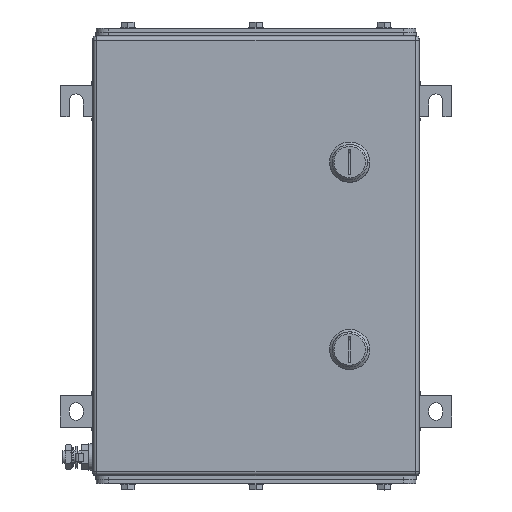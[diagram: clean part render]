
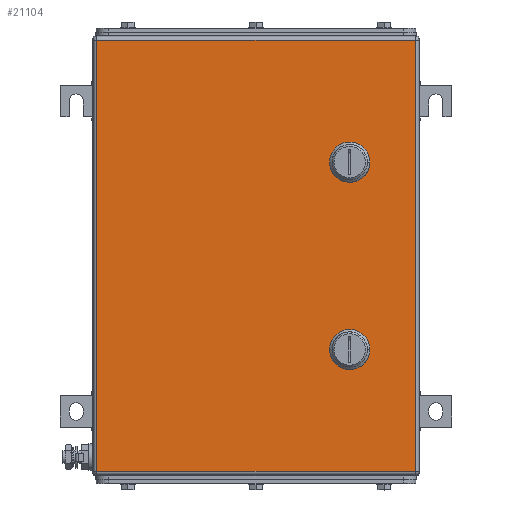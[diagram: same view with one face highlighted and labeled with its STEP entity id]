
A CAD part, top view. The second image highlights one B-rep face of the part: STEP entity #21104.
In plain terms, the highlighted planar face has unit normal (0, 0, 1).
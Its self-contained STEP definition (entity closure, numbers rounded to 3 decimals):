
#20918=AXIS2_PLACEMENT_3D('Circle Axis2P3D',#20916,#20917,$) ;
#20945=AXIS2_PLACEMENT_3D('Plane Axis2P3D',#20942,#20943,#20944) ;
#20990=AXIS2_PLACEMENT_3D('Circle Axis2P3D',#20988,#20989,$) ;
#21004=AXIS2_PLACEMENT_3D('Circle Axis2P3D',#21002,#21003,$) ;
#21018=AXIS2_PLACEMENT_3D('Circle Axis2P3D',#21016,#21017,$) ;
#21040=AXIS2_PLACEMENT_3D('Circle Axis2P3D',#21038,#21039,$) ;
#21056=AXIS2_PLACEMENT_3D('Circle Axis2P3D',#21054,#21055,$) ;
#21070=AXIS2_PLACEMENT_3D('Circle Axis2P3D',#21068,#21069,$) ;
#21084=AXIS2_PLACEMENT_3D('Circle Axis2P3D',#21082,#21083,$) ;
#20913=CARTESIAN_POINT('Vertex',(235.056,250.45,153.5)) ;
#20916=CARTESIAN_POINT('Axis2P3D Location',(230.,260.5,153.5)) ;
#20920=CARTESIAN_POINT('Vertex',(240.05,255.444,153.5)) ;
#20942=CARTESIAN_POINT('Axis2P3D Location',(155.5,186.,153.5)) ;
#20947=CARTESIAN_POINT('Line Origine',(155.5,357.5,153.5)) ;
#20951=CARTESIAN_POINT('Vertex',(282.,357.5,153.5)) ;
#20953=CARTESIAN_POINT('Vertex',(29.,357.5,153.5)) ;
#20956=CARTESIAN_POINT('Line Origine',(29.,186.,153.5)) ;
#20960=CARTESIAN_POINT('Vertex',(29.,14.5,153.5)) ;
#20963=CARTESIAN_POINT('Line Origine',(155.5,14.5,153.5)) ;
#20967=CARTESIAN_POINT('Vertex',(282.,14.5,153.5)) ;
#20970=CARTESIAN_POINT('Line Origine',(282.,186.,153.5)) ;
#20981=CARTESIAN_POINT('Line Origine',(230.,250.45,153.5)) ;
#20985=CARTESIAN_POINT('Vertex',(224.944,250.45,153.5)) ;
#20988=CARTESIAN_POINT('Axis2P3D Location',(230.,260.5,153.5)) ;
#20992=CARTESIAN_POINT('Vertex',(219.95,255.444,153.5)) ;
#20995=CARTESIAN_POINT('Line Origine',(219.95,260.5,153.5)) ;
#20999=CARTESIAN_POINT('Vertex',(219.95,265.556,153.5)) ;
#21002=CARTESIAN_POINT('Axis2P3D Location',(230.,260.5,153.5)) ;
#21006=CARTESIAN_POINT('Vertex',(224.944,270.55,153.5)) ;
#21009=CARTESIAN_POINT('Line Origine',(230.,270.55,153.5)) ;
#21013=CARTESIAN_POINT('Vertex',(235.056,270.55,153.5)) ;
#21016=CARTESIAN_POINT('Axis2P3D Location',(230.,260.5,153.5)) ;
#21020=CARTESIAN_POINT('Vertex',(240.05,265.556,153.5)) ;
#21023=CARTESIAN_POINT('Line Origine',(240.05,260.5,153.5)) ;
#21038=CARTESIAN_POINT('Axis2P3D Location',(230.,111.5,153.5)) ;
#21042=CARTESIAN_POINT('Vertex',(235.056,101.45,153.5)) ;
#21044=CARTESIAN_POINT('Vertex',(240.05,106.444,153.5)) ;
#21047=CARTESIAN_POINT('Line Origine',(230.,101.45,153.5)) ;
#21051=CARTESIAN_POINT('Vertex',(224.944,101.45,153.5)) ;
#21054=CARTESIAN_POINT('Axis2P3D Location',(230.,111.5,153.5)) ;
#21058=CARTESIAN_POINT('Vertex',(219.95,106.444,153.5)) ;
#21061=CARTESIAN_POINT('Line Origine',(219.95,111.5,153.5)) ;
#21065=CARTESIAN_POINT('Vertex',(219.95,116.556,153.5)) ;
#21068=CARTESIAN_POINT('Axis2P3D Location',(230.,111.5,153.5)) ;
#21072=CARTESIAN_POINT('Vertex',(224.944,121.55,153.5)) ;
#21075=CARTESIAN_POINT('Line Origine',(230.,121.55,153.5)) ;
#21079=CARTESIAN_POINT('Vertex',(235.056,121.55,153.5)) ;
#21082=CARTESIAN_POINT('Axis2P3D Location',(230.,111.5,153.5)) ;
#21086=CARTESIAN_POINT('Vertex',(240.05,116.556,153.5)) ;
#21089=CARTESIAN_POINT('Line Origine',(240.05,111.5,153.5)) ;
#20917=DIRECTION('Axis2P3D Direction',(0.,0.,1.)) ;
#20943=DIRECTION('Axis2P3D Direction',(0.,0.,1.)) ;
#20944=DIRECTION('Axis2P3D XDirection',(1.,0.,0.)) ;
#20948=DIRECTION('Vector Direction',(1.,0.,0.)) ;
#20957=DIRECTION('Vector Direction',(0.,-1.,0.)) ;
#20964=DIRECTION('Vector Direction',(1.,0.,0.)) ;
#20971=DIRECTION('Vector Direction',(0.,1.,0.)) ;
#20982=DIRECTION('Vector Direction',(1.,0.,0.)) ;
#20989=DIRECTION('Axis2P3D Direction',(0.,0.,1.)) ;
#20996=DIRECTION('Vector Direction',(0.,1.,0.)) ;
#21003=DIRECTION('Axis2P3D Direction',(0.,0.,1.)) ;
#21010=DIRECTION('Vector Direction',(1.,0.,0.)) ;
#21017=DIRECTION('Axis2P3D Direction',(0.,0.,1.)) ;
#21024=DIRECTION('Vector Direction',(0.,-1.,0.)) ;
#21039=DIRECTION('Axis2P3D Direction',(0.,0.,1.)) ;
#21048=DIRECTION('Vector Direction',(1.,0.,0.)) ;
#21055=DIRECTION('Axis2P3D Direction',(0.,0.,1.)) ;
#21062=DIRECTION('Vector Direction',(0.,1.,0.)) ;
#21069=DIRECTION('Axis2P3D Direction',(0.,0.,1.)) ;
#21076=DIRECTION('Vector Direction',(1.,0.,0.)) ;
#21083=DIRECTION('Axis2P3D Direction',(0.,0.,1.)) ;
#21090=DIRECTION('Vector Direction',(0.,-1.,0.)) ;
#20949=VECTOR('Line Direction',#20948,1.) ;
#20958=VECTOR('Line Direction',#20957,1.) ;
#20965=VECTOR('Line Direction',#20964,1.) ;
#20972=VECTOR('Line Direction',#20971,1.) ;
#20983=VECTOR('Line Direction',#20982,1.) ;
#20997=VECTOR('Line Direction',#20996,1.) ;
#21011=VECTOR('Line Direction',#21010,1.) ;
#21025=VECTOR('Line Direction',#21024,1.) ;
#21049=VECTOR('Line Direction',#21048,1.) ;
#21063=VECTOR('Line Direction',#21062,1.) ;
#21077=VECTOR('Line Direction',#21076,1.) ;
#21091=VECTOR('Line Direction',#21090,1.) ;
#20976=ORIENTED_EDGE('',*,*,#20955,.T.) ;
#20977=ORIENTED_EDGE('',*,*,#20962,.T.) ;
#20978=ORIENTED_EDGE('',*,*,#20969,.T.) ;
#20979=ORIENTED_EDGE('',*,*,#20974,.T.) ;
#21029=ORIENTED_EDGE('',*,*,#20987,.F.) ;
#21030=ORIENTED_EDGE('',*,*,#20994,.F.) ;
#21031=ORIENTED_EDGE('',*,*,#21001,.T.) ;
#21032=ORIENTED_EDGE('',*,*,#21008,.F.) ;
#21033=ORIENTED_EDGE('',*,*,#21015,.T.) ;
#21034=ORIENTED_EDGE('',*,*,#21022,.F.) ;
#21035=ORIENTED_EDGE('',*,*,#21027,.T.) ;
#21036=ORIENTED_EDGE('',*,*,#20922,.F.) ;
#21095=ORIENTED_EDGE('',*,*,#21046,.F.) ;
#21096=ORIENTED_EDGE('',*,*,#21053,.F.) ;
#21097=ORIENTED_EDGE('',*,*,#21060,.F.) ;
#21098=ORIENTED_EDGE('',*,*,#21067,.T.) ;
#21099=ORIENTED_EDGE('',*,*,#21074,.F.) ;
#21100=ORIENTED_EDGE('',*,*,#21081,.T.) ;
#21101=ORIENTED_EDGE('',*,*,#21088,.F.) ;
#21102=ORIENTED_EDGE('',*,*,#21093,.T.) ;
#21037=FACE_BOUND('',#21028,.T.) ;
#21103=FACE_BOUND('',#21094,.T.) ;
#21104=ADVANCED_FACE('ZUB_KTB_QL_352615_2GP_AllCATPart.1\\ZUB_DE_KTB_QL.1\\DE_KTB_MH_PART_MASTER.1\\Koerper.2',(#20980,#21037,#21103),#20946,.T.) ;
#20919=CIRCLE('generated circle',#20918,11.25) ;
#20991=CIRCLE('generated circle',#20990,11.25) ;
#21005=CIRCLE('generated circle',#21004,11.25) ;
#21019=CIRCLE('generated circle',#21018,11.25) ;
#21041=CIRCLE('generated circle',#21040,11.25) ;
#21057=CIRCLE('generated circle',#21056,11.25) ;
#21071=CIRCLE('generated circle',#21070,11.25) ;
#21085=CIRCLE('generated circle',#21084,11.25) ;
#20922=EDGE_CURVE('',#20914,#20921,#20919,.T.) ;
#20955=EDGE_CURVE('',#20952,#20954,#20950,.F.) ;
#20962=EDGE_CURVE('',#20954,#20961,#20959,.T.) ;
#20969=EDGE_CURVE('',#20961,#20968,#20966,.T.) ;
#20974=EDGE_CURVE('',#20968,#20952,#20973,.T.) ;
#20987=EDGE_CURVE('',#20986,#20914,#20984,.T.) ;
#20994=EDGE_CURVE('',#20993,#20986,#20991,.T.) ;
#21001=EDGE_CURVE('',#20993,#21000,#20998,.T.) ;
#21008=EDGE_CURVE('',#21007,#21000,#21005,.T.) ;
#21015=EDGE_CURVE('',#21007,#21014,#21012,.T.) ;
#21022=EDGE_CURVE('',#21021,#21014,#21019,.T.) ;
#21027=EDGE_CURVE('',#21021,#20921,#21026,.T.) ;
#21046=EDGE_CURVE('',#21043,#21045,#21041,.T.) ;
#21053=EDGE_CURVE('',#21052,#21043,#21050,.T.) ;
#21060=EDGE_CURVE('',#21059,#21052,#21057,.T.) ;
#21067=EDGE_CURVE('',#21059,#21066,#21064,.T.) ;
#21074=EDGE_CURVE('',#21073,#21066,#21071,.T.) ;
#21081=EDGE_CURVE('',#21073,#21080,#21078,.T.) ;
#21088=EDGE_CURVE('',#21087,#21080,#21085,.T.) ;
#21093=EDGE_CURVE('',#21087,#21045,#21092,.T.) ;
#20975=EDGE_LOOP('',(#20976,#20977,#20978,#20979)) ;
#21028=EDGE_LOOP('',(#21029,#21030,#21031,#21032,#21033,#21034,#21035,#21036)) ;
#21094=EDGE_LOOP('',(#21095,#21096,#21097,#21098,#21099,#21100,#21101,#21102)) ;
#20980=FACE_OUTER_BOUND('',#20975,.T.) ;
#20950=LINE('Line',#20947,#20949) ;
#20959=LINE('Line',#20956,#20958) ;
#20966=LINE('Line',#20963,#20965) ;
#20973=LINE('Line',#20970,#20972) ;
#20984=LINE('Line',#20981,#20983) ;
#20998=LINE('Line',#20995,#20997) ;
#21012=LINE('Line',#21009,#21011) ;
#21026=LINE('Line',#21023,#21025) ;
#21050=LINE('Line',#21047,#21049) ;
#21064=LINE('Line',#21061,#21063) ;
#21078=LINE('Line',#21075,#21077) ;
#21092=LINE('Line',#21089,#21091) ;
#20946=PLANE('',#20945) ;
#20914=VERTEX_POINT('',#20913) ;
#20921=VERTEX_POINT('',#20920) ;
#20952=VERTEX_POINT('',#20951) ;
#20954=VERTEX_POINT('',#20953) ;
#20961=VERTEX_POINT('',#20960) ;
#20968=VERTEX_POINT('',#20967) ;
#20986=VERTEX_POINT('',#20985) ;
#20993=VERTEX_POINT('',#20992) ;
#21000=VERTEX_POINT('',#20999) ;
#21007=VERTEX_POINT('',#21006) ;
#21014=VERTEX_POINT('',#21013) ;
#21021=VERTEX_POINT('',#21020) ;
#21043=VERTEX_POINT('',#21042) ;
#21045=VERTEX_POINT('',#21044) ;
#21052=VERTEX_POINT('',#21051) ;
#21059=VERTEX_POINT('',#21058) ;
#21066=VERTEX_POINT('',#21065) ;
#21073=VERTEX_POINT('',#21072) ;
#21080=VERTEX_POINT('',#21079) ;
#21087=VERTEX_POINT('',#21086) ;
